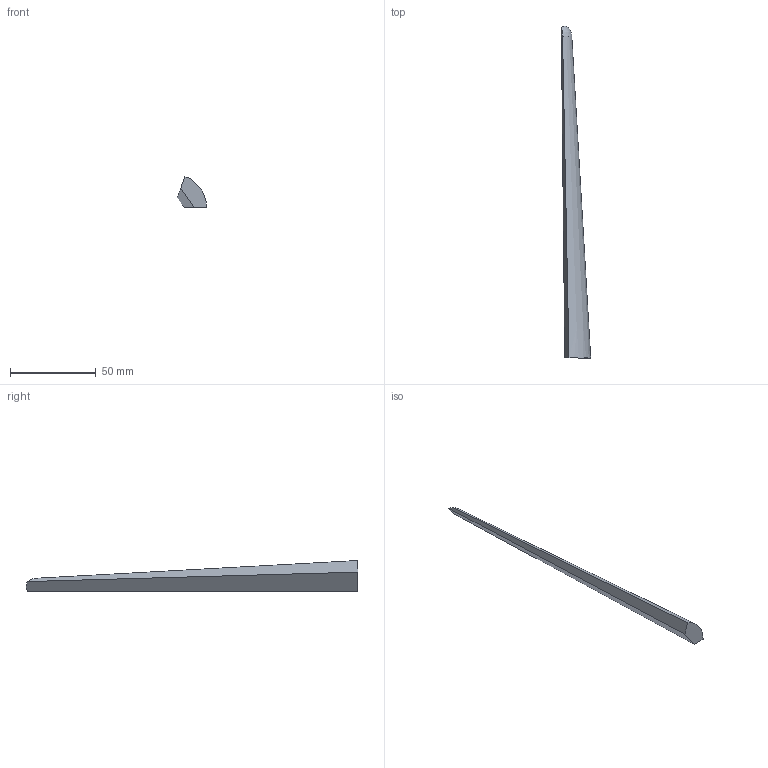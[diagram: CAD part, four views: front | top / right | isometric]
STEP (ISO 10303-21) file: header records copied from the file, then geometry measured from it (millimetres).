
FILE_DESCRIPTION(('FreeCAD Model'),'2;1');
FILE_NAME('Open CASCADE Shape Model','2024-01-15T17:15:54',(''),(''), 'Open CASCADE STEP processor 7.6','FreeCAD','Unknown');
FILE_SCHEMA(('AUTOMOTIVE_DESIGN { 1 0 10303 214 1 1 1 1 }'));
Length unit declared in the file: millimetre
Products named in the file (2): Leg; Body001
Assembly tree (1 placements, depth 2):
  Leg
    Body001
Bounding box: 17.11 x 193.79 x 18.05 mm (x, y, z)
Volume: 15163.1 mm3; surface area: 7100.5 mm2
Topology: 1 solids, 1 shells, 6 faces, 12 edges, 8 vertices
Faces by surface type: plane 3, cone 1, revolution 1, bspline 1
Entity records: 449 total; most frequent: CARTESIAN_POINT 159, DIRECTION 48, ORIENTED_EDGE 24, PCURVE 24, DEFINITIONAL_REPRESENTATION 24, LINE 22, VECTOR 22, EDGE_CURVE 12
